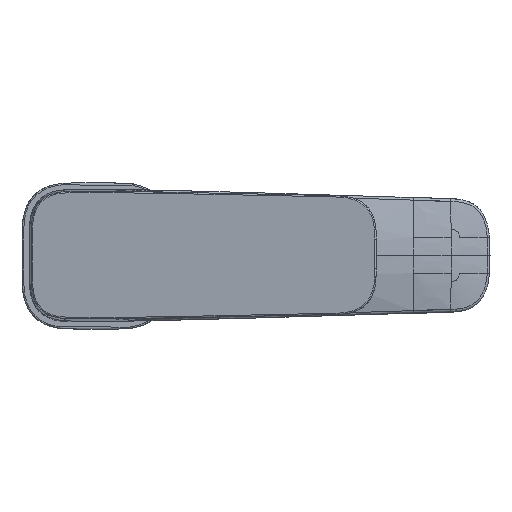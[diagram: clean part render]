
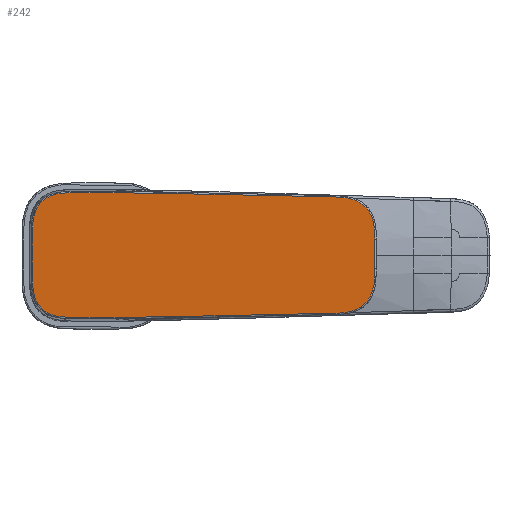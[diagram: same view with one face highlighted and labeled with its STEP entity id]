
A CAD part, top view. The second image highlights one B-rep face of the part: STEP entity #242.
In plain terms, the highlighted planar face has unit normal (-0.122, 0, 0.993).
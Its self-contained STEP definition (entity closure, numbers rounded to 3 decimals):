
#183=CIRCLE('',#16585,1965.219);
#184=CIRCLE('',#16586,1917.03);
#185=CIRCLE('',#16587,1965.215);
#213=PLANE('',#16584);
#242=ADVANCED_FACE('extract',(#427),#213,.T.);
#427=FACE_OUTER_BOUND('',#2629,.T.);
#715=ORIENTED_EDGE('',*,*,#1587,.F.);
#716=ORIENTED_EDGE('',*,*,#1588,.F.);
#717=ORIENTED_EDGE('',*,*,#1589,.F.);
#718=ORIENTED_EDGE('',*,*,#1590,.F.);
#719=ORIENTED_EDGE('',*,*,#1591,.F.);
#720=ORIENTED_EDGE('',*,*,#1592,.F.);
#721=ORIENTED_EDGE('',*,*,#1593,.F.);
#722=ORIENTED_EDGE('',*,*,#1594,.F.);
#723=ORIENTED_EDGE('',*,*,#1595,.F.);
#724=ORIENTED_EDGE('',*,*,#1596,.F.);
#725=ORIENTED_EDGE('',*,*,#1597,.F.);
#726=ORIENTED_EDGE('',*,*,#1598,.F.);
#1587=EDGE_CURVE('86',#2393,#2394,#2010,.T.);
#1588=EDGE_CURVE('87',#2395,#2393,#2011,.T.);
#1589=EDGE_CURVE('88',#2396,#2395,#2012,.T.);
#1590=EDGE_CURVE('89',#2397,#2396,#183,.T.);
#1591=EDGE_CURVE('90',#2398,#2397,#2013,.T.);
#1592=EDGE_CURVE('91',#2399,#2398,#184,.T.);
#1593=EDGE_CURVE('92',#2400,#2399,#2014,.T.);
#1594=EDGE_CURVE('93',#2401,#2400,#185,.T.);
#1595=EDGE_CURVE('94',#2402,#2401,#2015,.T.);
#1596=EDGE_CURVE('95',#2403,#2402,#2016,.T.);
#1597=EDGE_CURVE('96',#2404,#2403,#2017,.T.);
#1598=EDGE_CURVE('97',#2394,#2404,#2018,.T.);
#2010=B_SPLINE_CURVE_WITH_KNOTS('',3,(#5766,#5768,#5769,#5770,#5771,#5772,#5773,#5774,#5775,#5767),.UNSPECIFIED.,.F.,.U.,(4,1,1,1,1,1,1,4),(0.,0.143,0.286,0.429,0.571,0.714,0.857,1.),.UNSPECIFIED.);
#2011=B_SPLINE_CURVE_WITH_KNOTS('',3,(#5776,#5777,#5778,#5766),.UNSPECIFIED.,.F.,.U.,(4,4),(0.,1.),.UNSPECIFIED.);
#2012=B_SPLINE_CURVE_WITH_KNOTS('',3,(#5779,#5780,#5781,#5782,#5783,#5776),.UNSPECIFIED.,.F.,.U.,(4,1,1,4),(0.,0.25,0.5,1.),.UNSPECIFIED.);
#2013=B_SPLINE_CURVE_WITH_KNOTS('',3,(#5786,#5787,#5788,#5789,#5790,#5791,#5792,#5793,#5784),.UNSPECIFIED.,.F.,.U.,(4,1,1,1,1,1,4),(0.,0.25,0.375,0.5,0.625,0.75,1.),.UNSPECIFIED.);
#2014=B_SPLINE_CURVE_WITH_KNOTS('',3,(#5796,#5797,#5798,#5799,#5800,#5801,#5802,#5803,#5794),.UNSPECIFIED.,.F.,.U.,(4,1,1,1,1,1,4),(0.,0.25,0.375,0.5,0.625,0.75,1.),.UNSPECIFIED.);
#2015=B_SPLINE_CURVE_WITH_KNOTS('',3,(#5806,#5807,#5808,#5809,#5810,#5811,#5812,#5804),.UNSPECIFIED.,.F.,.U.,(4,1,1,1,1,4),(0.,0.2,0.4,0.6,0.8,1.),.UNSPECIFIED.);
#2016=B_SPLINE_CURVE_WITH_KNOTS('',3,(#5813,#5814,#5815,#5806),.UNSPECIFIED.,.F.,.U.,(4,4),(0.,1.),.UNSPECIFIED.);
#2017=B_SPLINE_CURVE_WITH_KNOTS('',3,(#5816,#5817,#5818,#5819,#5820,#5821,#5822,#5823,#5824,#5825,#5826,#5827,#5828,#5829,#5830,#5831,#5813),.UNSPECIFIED.,.F.,.U.,(4,1,1,1,1,1,1,1,1,1,1,1,1,1,4),(0.,0.071,0.143,0.214,0.285,0.357,0.428,0.5,0.571,0.642,0.714,0.786,0.857,0.929,1.),.UNSPECIFIED.);
#2018=B_SPLINE_CURVE_WITH_KNOTS('',3,(#5767,#5832,#5833,#5816),.UNSPECIFIED.,.F.,.U.,(4,4),(0.,1.),.UNSPECIFIED.);
#2393=VERTEX_POINT('66',#5766);
#2394=VERTEX_POINT('67',#5767);
#2395=VERTEX_POINT('68',#5776);
#2396=VERTEX_POINT('69',#5779);
#2397=VERTEX_POINT('70',#5784);
#2398=VERTEX_POINT('71',#5786);
#2399=VERTEX_POINT('72',#5794);
#2400=VERTEX_POINT('73',#5796);
#2401=VERTEX_POINT('74',#5804);
#2402=VERTEX_POINT('75',#5806);
#2403=VERTEX_POINT('76',#5813);
#2404=VERTEX_POINT('77',#5816);
#2629=EDGE_LOOP('',(#715,#716,#717,#718,#719,#720,#721,#722,#723,#724,#725,#726));
#5765=CARTESIAN_POINT('',(-21.921,21.57,176.104));
#5766=CARTESIAN_POINT('',(81.425,19.864,188.793));
#5767=CARTESIAN_POINT('',(95.444,5.465,190.514));
#5768=CARTESIAN_POINT('',(82.536,19.839,188.929));
#5769=CARTESIAN_POINT('',(84.757,19.788,189.202));
#5770=CARTESIAN_POINT('',(88.05,19.153,189.606));
#5771=CARTESIAN_POINT('',(91.1,17.694,189.981));
#5772=CARTESIAN_POINT('',(93.484,15.255,190.273));
#5773=CARTESIAN_POINT('',(94.879,12.155,190.445));
#5774=CARTESIAN_POINT('',(95.43,8.823,190.512));
#5775=CARTESIAN_POINT('',(95.439,6.584,190.514));
#5776=CARTESIAN_POINT('',(35.079,20.831,183.102));
#5777=CARTESIAN_POINT('',(50.528,20.549,184.999));
#5778=CARTESIAN_POINT('',(65.977,20.211,186.896));
#5779=CARTESIAN_POINT('',(10.002,21.255,180.023));
#5780=CARTESIAN_POINT('',(12.092,21.238,180.28));
#5781=CARTESIAN_POINT('',(16.272,21.197,180.793));
#5782=CARTESIAN_POINT('',(24.63,20.997,181.819));
#5783=CARTESIAN_POINT('',(30.9,20.908,182.589));
#5784=CARTESIAN_POINT('',(-7.078,21.313,177.926));
#5785=CARTESIAN_POINT('',(-5.078,-1943.905,178.172));
#5786=CARTESIAN_POINT('',(-21.408,7.056,176.167));
#5787=CARTESIAN_POINT('',(-21.4,9.047,176.167));
#5788=CARTESIAN_POINT('',(-21.369,12.071,176.171));
#5789=CARTESIAN_POINT('',(-20.123,15.895,176.324));
#5790=CARTESIAN_POINT('',(-18.367,18.369,176.54));
#5791=CARTESIAN_POINT('',(-15.873,20.085,176.846));
#5792=CARTESIAN_POINT('',(-12.059,21.288,177.314));
#5793=CARTESIAN_POINT('',(-9.056,21.311,177.683));
#5794=CARTESIAN_POINT('',(-21.408,-7.056,176.167));
#5795=CARTESIAN_POINT('',(1881.32,0.,409.792));
#5796=CARTESIAN_POINT('',(-7.078,-21.313,177.926));
#5797=CARTESIAN_POINT('',(-9.055,-21.311,177.683));
#5798=CARTESIAN_POINT('',(-12.059,-21.288,177.314));
#5799=CARTESIAN_POINT('',(-15.873,-20.085,176.846));
#5800=CARTESIAN_POINT('',(-18.367,-18.369,176.54));
#5801=CARTESIAN_POINT('',(-20.123,-15.895,176.324));
#5802=CARTESIAN_POINT('',(-21.369,-12.071,176.171));
#5803=CARTESIAN_POINT('',(-21.4,-9.047,176.167));
#5804=CARTESIAN_POINT('',(9.993,-21.255,180.022));
#5805=CARTESIAN_POINT('',(-5.078,1943.901,178.172));
#5806=CARTESIAN_POINT('',(35.079,-20.831,183.102));
#5807=CARTESIAN_POINT('',(33.406,-20.86,182.897));
#5808=CARTESIAN_POINT('',(30.061,-20.919,182.486));
#5809=CARTESIAN_POINT('',(25.043,-21.001,181.87));
#5810=CARTESIAN_POINT('',(20.026,-21.105,181.254));
#5811=CARTESIAN_POINT('',(15.01,-21.214,180.638));
#5812=CARTESIAN_POINT('',(11.665,-21.241,180.227));
#5813=CARTESIAN_POINT('',(81.425,-19.862,188.793));
#5814=CARTESIAN_POINT('',(65.977,-20.21,186.896));
#5815=CARTESIAN_POINT('',(50.528,-20.548,184.999));
#5816=CARTESIAN_POINT('',(95.446,-4.566,190.514));
#5817=CARTESIAN_POINT('',(95.446,-5.146,190.514));
#5818=CARTESIAN_POINT('',(95.446,-6.306,190.514));
#5819=CARTESIAN_POINT('',(95.407,-8.047,190.51));
#5820=CARTESIAN_POINT('',(95.261,-9.784,190.492));
#5821=CARTESIAN_POINT('',(94.944,-11.501,190.453));
#5822=CARTESIAN_POINT('',(94.414,-13.166,190.388));
#5823=CARTESIAN_POINT('',(93.645,-14.735,190.293));
#5824=CARTESIAN_POINT('',(92.609,-16.142,190.166));
#5825=CARTESIAN_POINT('',(91.337,-17.336,190.01));
#5826=CARTESIAN_POINT('',(89.87,-18.279,189.83));
#5827=CARTESIAN_POINT('',(88.271,-18.968,189.633));
#5828=CARTESIAN_POINT('',(86.596,-19.432,189.428));
#5829=CARTESIAN_POINT('',(84.882,-19.705,189.217));
#5830=CARTESIAN_POINT('',(83.154,-19.823,189.005));
#5831=CARTESIAN_POINT('',(82.001,-19.849,188.864));
#5832=CARTESIAN_POINT('',(95.452,2.121,190.515));
#5833=CARTESIAN_POINT('',(95.453,-1.222,190.515));
#16584=AXIS2_PLACEMENT_3D('',#5765,#16697,#16695);
#16585=AXIS2_PLACEMENT_3D('',#5785,#16698,#16699);
#16586=AXIS2_PLACEMENT_3D('',#5795,#16698,#16700);
#16587=AXIS2_PLACEMENT_3D('',#5805,#16698,#16701);
#16695=DIRECTION('',(0.,-1.,0.));
#16697=DIRECTION('',(-0.122,0.,0.993));
#16698=DIRECTION('',(0.122,0.,-0.993));
#16699=DIRECTION('',(-0.001,1.,0.));
#16700=DIRECTION('',(-0.993,-0.004,-0.122));
#16701=DIRECTION('',(0.008,-1.,0.001));
